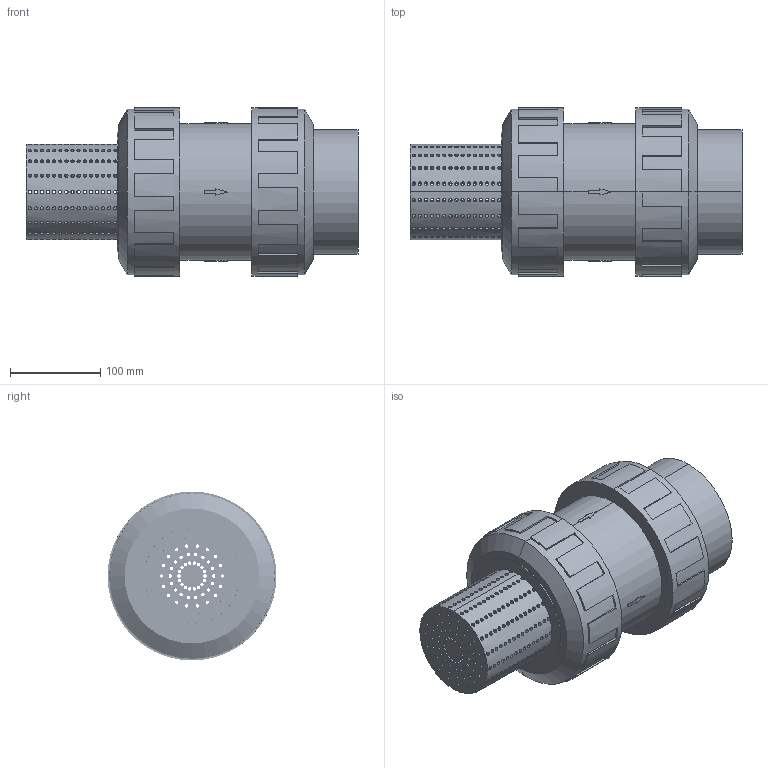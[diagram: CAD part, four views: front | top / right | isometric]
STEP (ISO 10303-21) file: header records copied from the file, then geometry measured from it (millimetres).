
FILE_DESCRIPTION(('STEP AP214'),'1');
FILE_NAME('cctmp_96A9D264-B982-4BA0-BB3D-DAFC43DAC01A_2018_11_28_13_9_45_345..stp','2018-11-28T12:09:47',('Praher Valves GmbH'),('CADClick - www.CADClick.com'),'Spatial InterOp 3D',' ','unknown authorization');
FILE_SCHEMA(('AUTOMOTIVE_DESIGN'));
Length unit declared in the file: millimetre
Products named in the file (1): 122537
Bounding box: 368 x 187 x 187 mm (x, y, z)
Volume: 4500738.3 mm3; surface area: 541505.6 mm2
Topology: 1 solids, 1 shells, 2370 faces, 6886 edges, 4126 vertices
Faces by surface type: cylinder 2184, plane 182, cone 4
Entity records: 120796 total; most frequent: CARTESIAN_POINT 38997, ORIENTED_EDGE 13772, DIRECTION 13102, EDGE_CURVE 6886, AXIS2_PLACEMENT_3D 5411, VERTEX_POINT 4126, EDGE_LOOP 2804, ELLIPSE 2474
